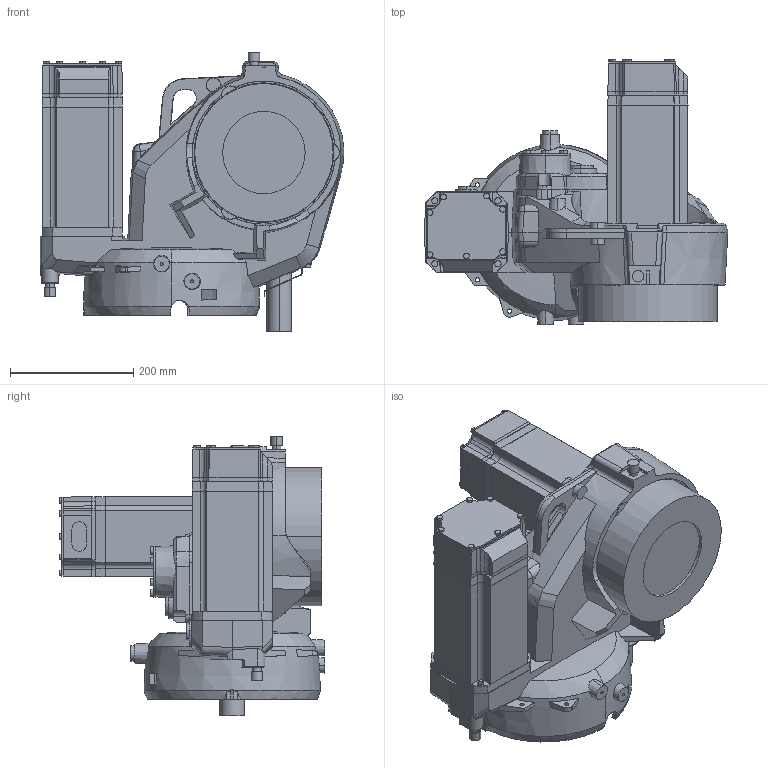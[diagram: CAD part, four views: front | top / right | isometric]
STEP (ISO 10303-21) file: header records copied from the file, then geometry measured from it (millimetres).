
FILE_DESCRIPTION (( 'STEP AP203' ), '1' );
FILE_NAME ('WMIRB2600ID_8kg-200_LINK1_CAD_rev02_Default_sldprt.STEP', '2023-05-22T09:02:29', ( '' ), ( '' ), 'SwSTEP 2.0', 'SolidWorks 2022', '' );
FILE_SCHEMA (( 'CONFIG_CONTROL_DESIGN' ));
Length unit declared in the file: millimetre
Products named in the file (1): WMIRB2600ID_8kg-200_LINK1_CAD_rev02_Default_sldprt
Bounding box: 493.33 x 430.78 x 454 mm (x, y, z)
Volume: 23920890.4 mm3; surface area: 1082348.1 mm2
Topology: 1 solids, 3 shells, 1084 faces, 2827 edges, 1815 vertices
Faces by surface type: plane 538, cylinder 217, cone 213, bspline 109, torus 7
Entity records: 41882 total; most frequent: CARTESIAN_POINT 16119, ORIENTED_EDGE 5652, DIRECTION 4955, EDGE_CURVE 2826, VERTEX_POINT 1815, AXIS2_PLACEMENT_3D 1782, VECTOR 1391, LINE 1391
